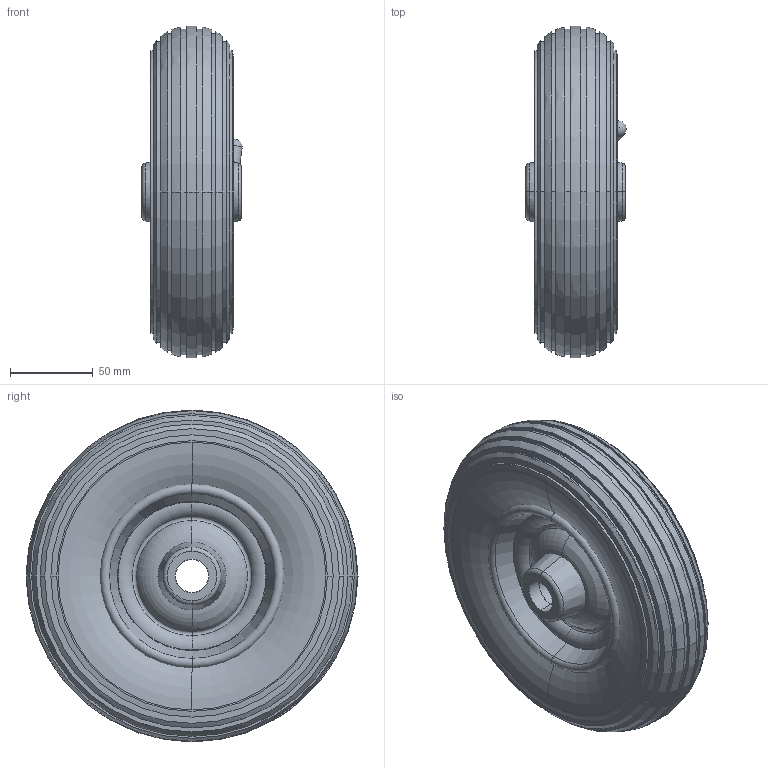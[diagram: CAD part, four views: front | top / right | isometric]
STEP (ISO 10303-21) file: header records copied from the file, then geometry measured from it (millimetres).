
FILE_DESCRIPTION (( 'STEP AP214' ), '1' );
FILE_NAME ('0019716.step', '2023-11-29T09:12:34', ( '' ), ( '' ), 'SwSTEP 2.0', 'SolidWorks 2020', '' );
FILE_SCHEMA (( 'AUTOMOTIVE_DESIGN' ));
Length unit declared in the file: millimetre
Products named in the file (1): 0019716
Bounding box: 60.39 x 200 x 199.97 mm (x, y, z)
Volume: 237962.7 mm3; surface area: 235095.5 mm2
Topology: 6 solids, 6 shells, 179 faces, 379 edges, 228 vertices
Faces by surface type: torus 72, cylinder 36, plane 30, bspline 24, cone 16, sphere 1
Entity records: 7452 total; most frequent: CARTESIAN_POINT 1482, DIRECTION 940, ORIENTED_EDGE 752, AXIS2_PLACEMENT_3D 444, EDGE_CURVE 376, CIRCLE 288, VERTEX_POINT 226, EDGE_LOOP 208
